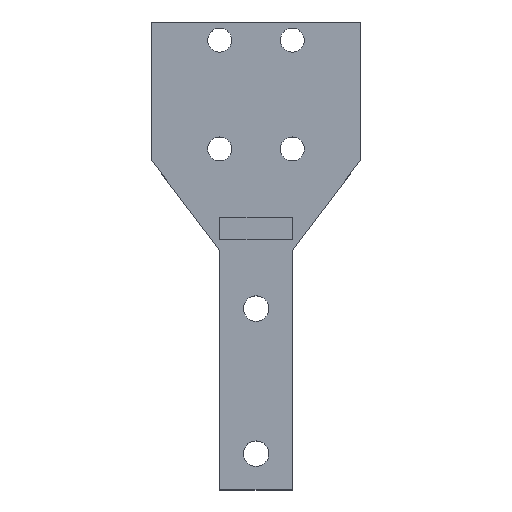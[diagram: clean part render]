
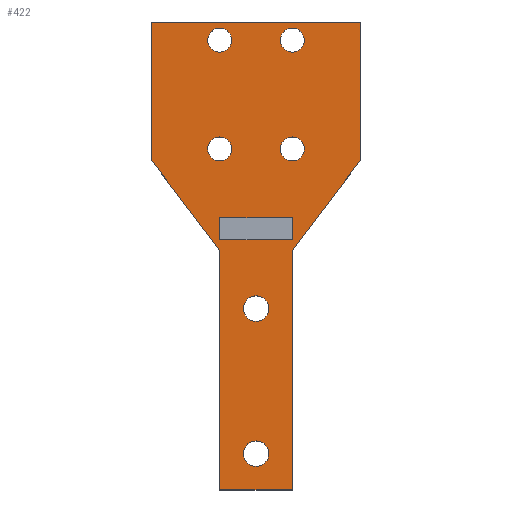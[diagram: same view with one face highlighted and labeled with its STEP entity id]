
A CAD part, top view. The second image highlights one B-rep face of the part: STEP entity #422.
In plain terms, the highlighted planar face has unit normal (0, 0, 1).
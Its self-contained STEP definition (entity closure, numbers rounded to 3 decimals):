
#25=FACE_BOUND('',#98,.T.);
#26=FACE_BOUND('',#99,.T.);
#27=FACE_BOUND('',#100,.T.);
#28=FACE_BOUND('',#101,.T.);
#29=FACE_BOUND('',#102,.T.);
#30=FACE_BOUND('',#103,.T.);
#31=FACE_BOUND('',#104,.T.);
#33=CIRCLE('',#441,1.75);
#34=CIRCLE('',#448,1.75);
#40=CIRCLE('',#456,1.65);
#41=CIRCLE('',#458,1.65);
#42=CIRCLE('',#460,1.65);
#43=CIRCLE('',#462,1.65);
#70=FACE_OUTER_BOUND('',#97,.T.);
#97=EDGE_LOOP('',(#369,#370,#371,#372,#373,#374,#375,#376));
#98=EDGE_LOOP('',(#377));
#99=EDGE_LOOP('',(#378,#379,#380,#381));
#100=EDGE_LOOP('',(#382));
#101=EDGE_LOOP('',(#383));
#102=EDGE_LOOP('',(#384));
#103=EDGE_LOOP('',(#385));
#104=EDGE_LOOP('',(#386));
#107=LINE('',#595,#149);
#110=LINE('',#606,#152);
#114=LINE('',#614,#156);
#117=LINE('',#620,#159);
#120=LINE('',#625,#162);
#135=LINE('',#676,#177);
#137=LINE('',#679,#179);
#138=LINE('',#682,#180);
#140=LINE('',#686,#182);
#142=LINE('',#690,#184);
#144=LINE('',#694,#186);
#146=LINE('',#697,#188);
#149=VECTOR('',#480,10.);
#152=VECTOR('',#491,10.);
#156=VECTOR('',#497,10.);
#159=VECTOR('',#502,10.);
#162=VECTOR('',#507,10.);
#177=VECTOR('',#558,10.);
#179=VECTOR('',#562,10.);
#180=VECTOR('',#565,10.);
#182=VECTOR('',#569,10.);
#184=VECTOR('',#573,10.);
#186=VECTOR('',#577,10.);
#188=VECTOR('',#581,10.);
#191=VERTEX_POINT('',#592);
#192=VERTEX_POINT('',#594);
#194=VERTEX_POINT('',#600);
#195=VERTEX_POINT('',#604);
#196=VERTEX_POINT('',#605);
#199=VERTEX_POINT('',#613);
#201=VERTEX_POINT('',#619);
#203=VERTEX_POINT('',#629);
#215=VERTEX_POINT('',#657);
#216=VERTEX_POINT('',#661);
#217=VERTEX_POINT('',#665);
#218=VERTEX_POINT('',#669);
#219=VERTEX_POINT('',#673);
#220=VERTEX_POINT('',#675);
#221=VERTEX_POINT('',#681);
#222=VERTEX_POINT('',#685);
#223=VERTEX_POINT('',#689);
#224=VERTEX_POINT('',#693);
#227=EDGE_CURVE('',#192,#191,#107,.T.);
#231=EDGE_CURVE('',#194,#194,#33,.T.);
#232=EDGE_CURVE('',#195,#196,#110,.T.);
#236=EDGE_CURVE('',#196,#199,#114,.T.);
#239=EDGE_CURVE('',#199,#201,#117,.T.);
#242=EDGE_CURVE('',#201,#195,#120,.T.);
#244=EDGE_CURVE('',#203,#203,#34,.T.);
#259=EDGE_CURVE('',#215,#215,#40,.T.);
#261=EDGE_CURVE('',#216,#216,#41,.T.);
#263=EDGE_CURVE('',#217,#217,#42,.T.);
#265=EDGE_CURVE('',#218,#218,#43,.T.);
#267=EDGE_CURVE('',#220,#219,#135,.T.);
#269=EDGE_CURVE('',#191,#220,#137,.T.);
#270=EDGE_CURVE('',#221,#192,#138,.T.);
#272=EDGE_CURVE('',#222,#221,#140,.T.);
#274=EDGE_CURVE('',#223,#222,#142,.T.);
#276=EDGE_CURVE('',#224,#223,#144,.T.);
#278=EDGE_CURVE('',#219,#224,#146,.T.);
#369=ORIENTED_EDGE('',*,*,#278,.T.);
#370=ORIENTED_EDGE('',*,*,#276,.T.);
#371=ORIENTED_EDGE('',*,*,#274,.T.);
#372=ORIENTED_EDGE('',*,*,#272,.T.);
#373=ORIENTED_EDGE('',*,*,#270,.T.);
#374=ORIENTED_EDGE('',*,*,#227,.T.);
#375=ORIENTED_EDGE('',*,*,#269,.T.);
#376=ORIENTED_EDGE('',*,*,#267,.T.);
#377=ORIENTED_EDGE('',*,*,#231,.T.);
#378=ORIENTED_EDGE('',*,*,#232,.T.);
#379=ORIENTED_EDGE('',*,*,#236,.T.);
#380=ORIENTED_EDGE('',*,*,#239,.T.);
#381=ORIENTED_EDGE('',*,*,#242,.T.);
#382=ORIENTED_EDGE('',*,*,#259,.F.);
#383=ORIENTED_EDGE('',*,*,#261,.F.);
#384=ORIENTED_EDGE('',*,*,#263,.F.);
#385=ORIENTED_EDGE('',*,*,#265,.F.);
#386=ORIENTED_EDGE('',*,*,#244,.T.);
#401=PLANE('',#470);
#422=ADVANCED_FACE('',(#70,#25,#26,#27,#28,#29,#30,#31),#401,.T.);
#441=AXIS2_PLACEMENT_3D('',#602,#487,#488);
#448=AXIS2_PLACEMENT_3D('',#630,#513,#514);
#456=AXIS2_PLACEMENT_3D('',#659,#538,#539);
#458=AXIS2_PLACEMENT_3D('',#663,#543,#544);
#460=AXIS2_PLACEMENT_3D('',#667,#548,#549);
#462=AXIS2_PLACEMENT_3D('',#671,#553,#554);
#470=AXIS2_PLACEMENT_3D('',#698,#582,#583);
#480=DIRECTION('',(1.,0.,0.));
#487=DIRECTION('center_axis',(0.,0.,-1.));
#488=DIRECTION('ref_axis',(-1.,0.,0.));
#491=DIRECTION('',(0.,-1.,0.));
#497=DIRECTION('',(-1.,0.,0.));
#502=DIRECTION('',(0.,1.,0.));
#507=DIRECTION('',(1.,0.,0.));
#513=DIRECTION('center_axis',(0.,0.,-1.));
#514=DIRECTION('ref_axis',(-1.,0.,0.));
#538=DIRECTION('center_axis',(0.,0.,1.));
#539=DIRECTION('ref_axis',(-1.,0.,0.));
#543=DIRECTION('center_axis',(0.,0.,1.));
#544=DIRECTION('ref_axis',(-1.,0.,0.));
#548=DIRECTION('center_axis',(0.,0.,1.));
#549=DIRECTION('ref_axis',(-1.,0.,0.));
#553=DIRECTION('center_axis',(0.,0.,1.));
#554=DIRECTION('ref_axis',(-1.,0.,0.));
#558=DIRECTION('',(0.603,0.798,0.));
#562=DIRECTION('',(0.,1.,0.));
#565=DIRECTION('',(0.,-1.,0.));
#569=DIRECTION('',(0.603,-0.798,0.));
#573=DIRECTION('',(0.,-1.,0.));
#577=DIRECTION('',(-1.,0.,0.));
#581=DIRECTION('',(0.,1.,0.));
#582=DIRECTION('center_axis',(0.,0.,1.));
#583=DIRECTION('ref_axis',(-1.,0.,0.));
#592=CARTESIAN_POINT('',(5.,105.,18.3));
#594=CARTESIAN_POINT('',(-5.,105.,18.3));
#595=CARTESIAN_POINT('',(-5.,105.,18.3));
#600=CARTESIAN_POINT('',(1.76,110.,18.3));
#602=CARTESIAN_POINT('Origin',(0.01,110.,18.3));
#604=CARTESIAN_POINT('',(5.01,142.5,18.3));
#605=CARTESIAN_POINT('',(5.01,139.5,18.3));
#606=CARTESIAN_POINT('',(5.01,143.5,18.3));
#613=CARTESIAN_POINT('',(-4.99,139.5,18.3));
#614=CARTESIAN_POINT('',(-2.495,139.5,18.3));
#619=CARTESIAN_POINT('',(-4.99,142.5,18.3));
#620=CARTESIAN_POINT('',(-4.99,145.,18.3));
#625=CARTESIAN_POINT('',(2.505,142.5,18.3));
#629=CARTESIAN_POINT('',(1.76,130.,18.3));
#630=CARTESIAN_POINT('Origin',(0.01,130.,18.3));
#657=CARTESIAN_POINT('',(6.65,167.,18.3));
#659=CARTESIAN_POINT('Origin',(5.,167.,18.3));
#661=CARTESIAN_POINT('',(6.65,152.,18.3));
#663=CARTESIAN_POINT('Origin',(5.,152.,18.3));
#665=CARTESIAN_POINT('',(-3.35,167.,18.3));
#667=CARTESIAN_POINT('Origin',(-5.,167.,18.3));
#669=CARTESIAN_POINT('',(-3.35,152.,18.3));
#671=CARTESIAN_POINT('Origin',(-5.,152.,18.3));
#673=CARTESIAN_POINT('',(14.45,150.5,18.3));
#675=CARTESIAN_POINT('',(5.,138.,18.3));
#676=CARTESIAN_POINT('',(6.376,139.82,18.3));
#679=CARTESIAN_POINT('',(5.,105.,18.3));
#681=CARTESIAN_POINT('',(-5.,138.,18.3));
#682=CARTESIAN_POINT('',(-5.,142.75,18.3));
#685=CARTESIAN_POINT('',(-14.45,150.5,18.3));
#686=CARTESIAN_POINT('',(-11.101,146.07,18.3));
#689=CARTESIAN_POINT('',(-14.45,169.5,18.3));
#690=CARTESIAN_POINT('',(-14.45,158.5,18.3));
#693=CARTESIAN_POINT('',(14.45,169.5,18.3));
#694=CARTESIAN_POINT('',(7.225,169.5,18.3));
#697=CARTESIAN_POINT('',(14.45,149.,18.3));
#698=CARTESIAN_POINT('Origin',(0.,147.5,18.3));
